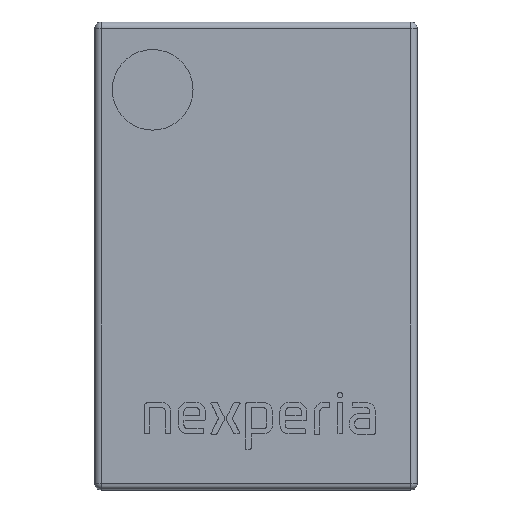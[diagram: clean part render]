
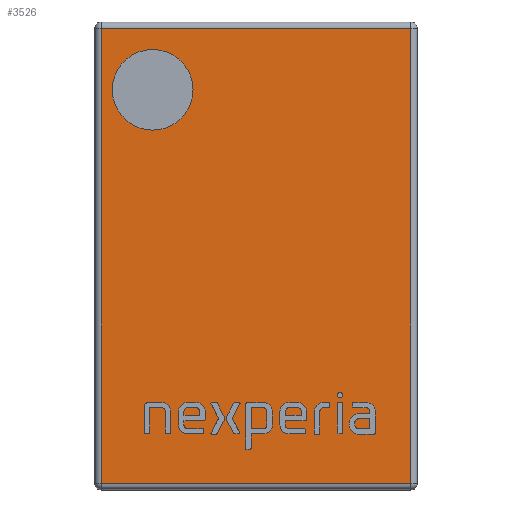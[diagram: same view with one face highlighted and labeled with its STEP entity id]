
A CAD part, top view. The second image highlights one B-rep face of the part: STEP entity #3526.
In plain terms, the highlighted planar face has unit normal (0, 0, 1).
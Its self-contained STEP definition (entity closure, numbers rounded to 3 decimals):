
#193=PLANE('',#3906);
#333=LINE('',#5089,#699);
#337=LINE('',#5102,#703);
#339=LINE('',#5105,#705);
#341=LINE('',#5108,#707);
#699=VECTOR('',#4207,10.);
#703=VECTOR('',#4223,10.);
#705=VECTOR('',#4227,10.);
#707=VECTOR('',#4231,10.);
#1118=FACE_OUTER_BOUND('',#1334,.T.);
#1334=EDGE_LOOP('',(#2553,#2554,#2555,#2556));
#1619=VERTEX_POINT('',#5047);
#1625=VERTEX_POINT('',#5070);
#1628=VERTEX_POINT('',#5080);
#1631=VERTEX_POINT('',#5093);
#1978=EDGE_CURVE('',#1619,#1628,#333,.T.);
#1985=EDGE_CURVE('',#1628,#1631,#337,.T.);
#1987=EDGE_CURVE('',#1631,#1625,#339,.T.);
#1989=EDGE_CURVE('',#1625,#1619,#341,.T.);
#2553=ORIENTED_EDGE('',*,*,#1978,.F.);
#2554=ORIENTED_EDGE('',*,*,#1989,.F.);
#2555=ORIENTED_EDGE('',*,*,#1987,.F.);
#2556=ORIENTED_EDGE('',*,*,#1985,.F.);
#3526=ADVANCED_FACE('',(#1118),#193,.T.);
#3906=AXIS2_PLACEMENT_3D('',#5118,#4247,#4248);
#4207=DIRECTION('',(-1.,0.,0.));
#4223=DIRECTION('',(0.,1.,0.));
#4227=DIRECTION('',(1.,0.,0.));
#4231=DIRECTION('',(0.,-1.,0.));
#4247=DIRECTION('center_axis',(0.,0.,1.));
#4248=DIRECTION('ref_axis',(1.,0.,0.));
#5047=CARTESIAN_POINT('',(0.48,-0.705,0.46));
#5070=CARTESIAN_POINT('',(0.48,0.705,0.46));
#5080=CARTESIAN_POINT('',(-0.48,-0.705,0.46));
#5089=CARTESIAN_POINT('',(-0.25,-0.705,0.46));
#5093=CARTESIAN_POINT('',(-0.48,0.705,0.46));
#5102=CARTESIAN_POINT('',(-0.48,0.363,0.46));
#5105=CARTESIAN_POINT('',(0.25,0.705,0.46));
#5108=CARTESIAN_POINT('',(0.48,-0.363,0.46));
#5118=CARTESIAN_POINT('Origin',(0.,0.,
0.46));
